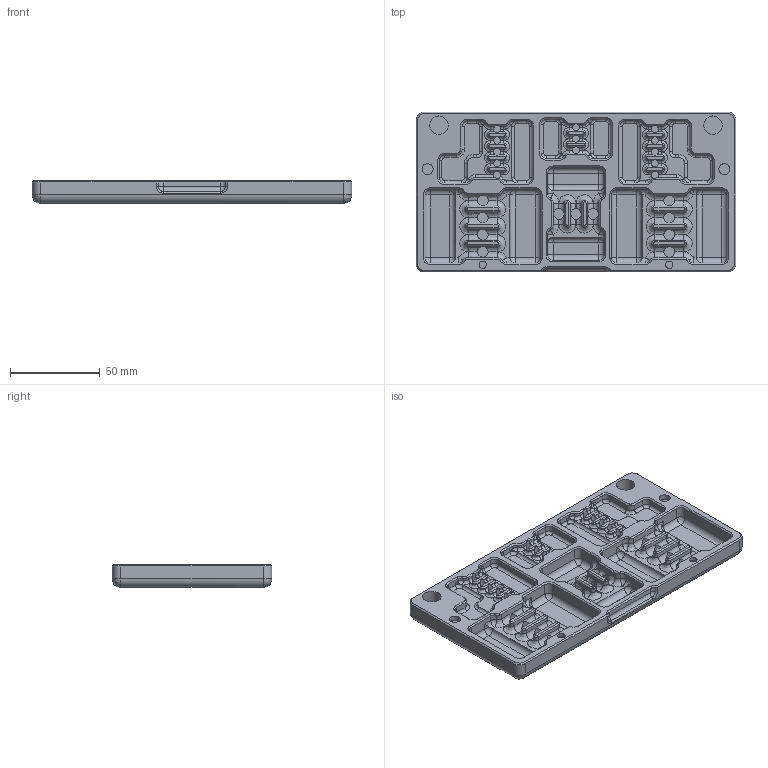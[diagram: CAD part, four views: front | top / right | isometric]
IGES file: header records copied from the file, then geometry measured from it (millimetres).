
Global section: file name: Dense End Mill Case_v24; native system: unknown; preprocessor: unknown; author: unknown; organization: unknown; date: 20200923.181907; units: inch
Bounding box: 177.8 x 88.9 x 12.7 mm (x, y, z)
Volume: 123645.4 mm3; surface area: 47509.2 mm2
Topology: 1 solids, 1 shells, 885 faces, 2089 edges, 1218 vertices
Faces by surface type: bspline 885
